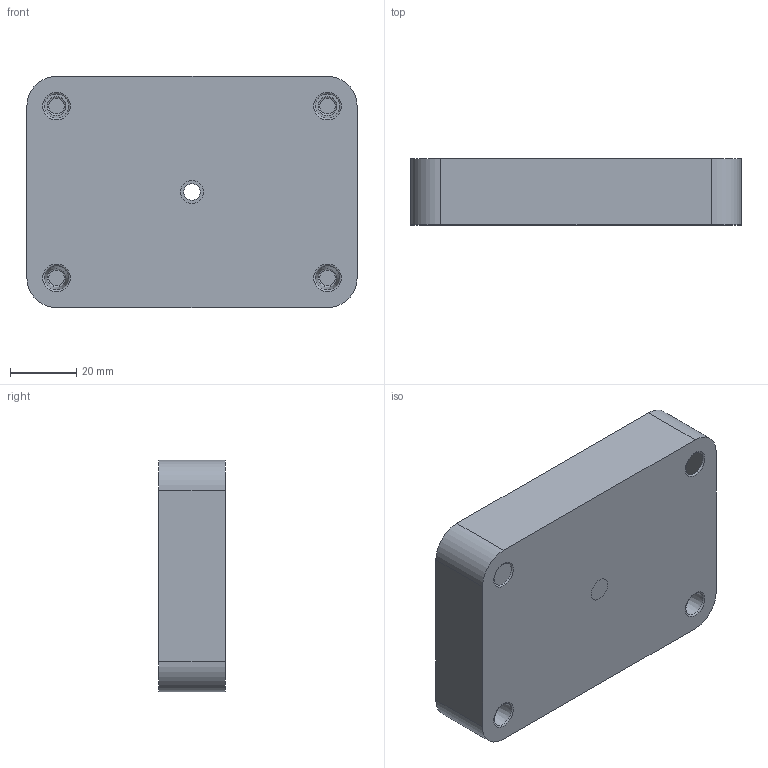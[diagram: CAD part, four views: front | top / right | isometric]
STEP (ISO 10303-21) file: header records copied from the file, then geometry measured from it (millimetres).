
FILE_DESCRIPTION(/* description */ (''),/* implementation_level */ '2;1');
FILE_NAME(/* name */ '3DPrintedMoldTop.step',/* time_stamp */ '2024-01-18T02:57:49-07:00',/* author */ (''),/* organization */ (''),/* preprocessor_version */ 'ST-DEVELOPER v20',/* originating_system */ 'Autodesk Translation Framework v12.14.0.127',/* authorisation */ '');
FILE_SCHEMA (('AUTOMOTIVE_DESIGN { 1 0 10303 214 3 1 1 }'));
Length unit declared in the file: millimetre
Products named in the file (1): 3DPrintedMoldTop
Bounding box: 100 x 20 x 70 mm (x, y, z)
Volume: 137228.5 mm3; surface area: 21067.4 mm2
Topology: 1 solids, 1 shells, 27 faces, 57 edges, 36 vertices
Faces by surface type: plane 10, torus 8, cone 5, cylinder 4
Entity records: 783 total; most frequent: DIRECTION 149, CARTESIAN_POINT 121, ORIENTED_EDGE 114, AXIS2_PLACEMENT_3D 64, EDGE_CURVE 57, CIRCLE 36, VERTEX_POINT 36, EDGE_LOOP 33
